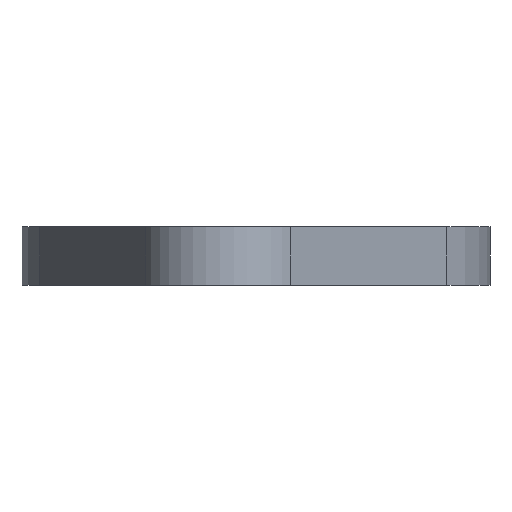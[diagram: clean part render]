
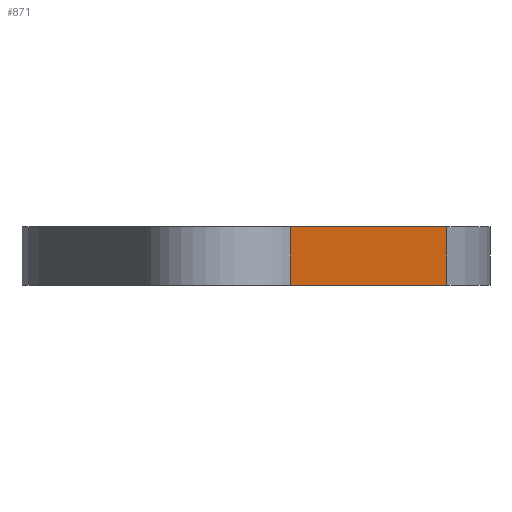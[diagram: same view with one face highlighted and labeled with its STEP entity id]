
A CAD part, left-side view. The second image highlights one B-rep face of the part: STEP entity #871.
In plain terms, the highlighted planar face has unit normal (-0.578, -0.816, 0).
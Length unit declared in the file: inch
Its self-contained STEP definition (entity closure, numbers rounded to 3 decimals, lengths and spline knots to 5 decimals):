
#22 = VERTEX_POINT ( 'NONE', #460 ) ;
#49 = LINE ( 'NONE', #54, #1980 ) ;
#54 = CARTESIAN_POINT ( 'NONE',  ( -0.50561, -0.71413, -0.21654 ) ) ;
#67 = VERTEX_POINT ( 'NONE', #713 ) ;
#185 = VERTEX_POINT ( 'NONE', #2058 ) ;
#217 = EDGE_CURVE ( 'NONE', #67, #818, #1983, .T. ) ;
#243 = ORIENTED_EDGE ( 'NONE', *, *, #217, .F. ) ;
#318 = ORIENTED_EDGE ( 'NONE', *, *, #662, .F. ) ;
#356 = DIRECTION ( 'NONE',  ( 0., 0., 1. ) ) ;
#460 = CARTESIAN_POINT ( 'NONE',  ( -0.50561, -0.71413, -0.21654 ) ) ;
#485 = CARTESIAN_POINT ( 'NONE',  ( -0.50561, -0.71413, 0. ) ) ;
#494 = EDGE_LOOP ( 'NONE', ( #1763, #243, #318, #525 ) ) ;
#522 = CARTESIAN_POINT ( 'NONE',  ( -0.50561, -0.71413, -0.21654 ) ) ;
#525 = ORIENTED_EDGE ( 'NONE', *, *, #1060, .T. ) ;
#590 = DIRECTION ( 'NONE',  ( -0.816, 0.578, 0. ) ) ;
#625 = CARTESIAN_POINT ( 'NONE',  ( -0.50561, -0.71413, -0.21654 ) ) ;
#662 = EDGE_CURVE ( 'NONE', #22, #67, #1068, .T. ) ;
#713 = CARTESIAN_POINT ( 'NONE',  ( -1.33058, -0.13005, -0.21654 ) ) ;
#740 = VECTOR ( 'NONE', #2051, 39.37008 ) ;
#818 = VERTEX_POINT ( 'NONE', #1030 ) ;
#870 = LINE ( 'NONE', #485, #740 ) ;
#871 = ADVANCED_FACE ( 'NONE', ( #1044 ), #2000, .F. ) ;
#995 = VECTOR ( 'NONE', #590, 39.37008 ) ;
#1030 = CARTESIAN_POINT ( 'NONE',  ( -1.33058, -0.13005, 0. ) ) ;
#1044 = FACE_OUTER_BOUND ( 'NONE', #494, .T. ) ;
#1060 = EDGE_CURVE ( 'NONE', #22, #185, #49, .T. ) ;
#1068 = LINE ( 'NONE', #625, #995 ) ;
#1153 = EDGE_CURVE ( 'NONE', #185, #818, #870, .T. ) ;
#1360 = DIRECTION ( 'NONE',  ( -0.816, 0.578, 0. ) ) ;
#1525 = VECTOR ( 'NONE', #1836, 39.37008 ) ;
#1563 = CARTESIAN_POINT ( 'NONE',  ( -1.33058, -0.13005, -0.21654 ) ) ;
#1763 = ORIENTED_EDGE ( 'NONE', *, *, #1153, .T. ) ;
#1819 = DIRECTION ( 'NONE',  ( 0.578, 0.816, 0. ) ) ;
#1836 = DIRECTION ( 'NONE',  ( 0., 0., 1. ) ) ;
#1865 = AXIS2_PLACEMENT_3D ( 'NONE', #522, #1819, #1360 ) ;
#1980 = VECTOR ( 'NONE', #356, 39.37008 ) ;
#1983 = LINE ( 'NONE', #1563, #1525 ) ;
#2000 = PLANE ( 'NONE',  #1865 ) ;
#2051 = DIRECTION ( 'NONE',  ( -0.816, 0.578, 0. ) ) ;
#2058 = CARTESIAN_POINT ( 'NONE',  ( -0.50561, -0.71413, 0. ) ) ;
